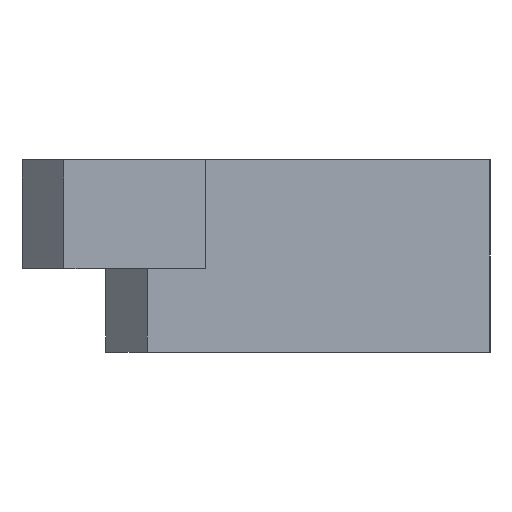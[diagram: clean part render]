
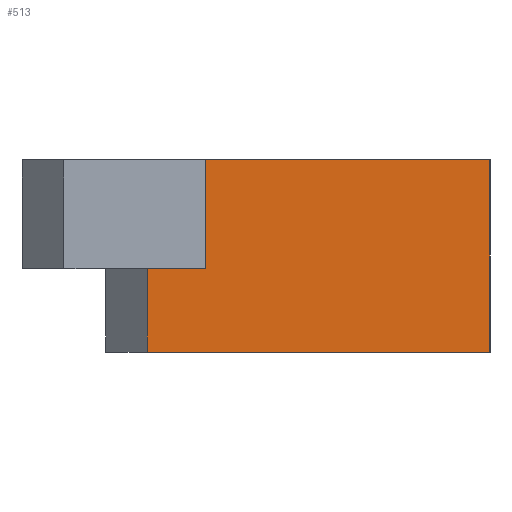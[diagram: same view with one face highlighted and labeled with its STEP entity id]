
A CAD part, left-side view. The second image highlights one B-rep face of the part: STEP entity #513.
In plain terms, the highlighted planar face has unit normal (-1, 0, 0).
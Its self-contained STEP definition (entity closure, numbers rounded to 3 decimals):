
#143 = VERTEX_POINT('',#144);
#144 = CARTESIAN_POINT('',(107.58,-56.28,0.));
#150 = EDGE_CURVE('',#143,#151,#153,.T.);
#151 = VERTEX_POINT('',#152);
#152 = CARTESIAN_POINT('',(107.58,-52.88,0.));
#153 = LINE('',#154,#155);
#154 = CARTESIAN_POINT('',(107.58,-56.28,0.));
#155 = VECTOR('',#156,1.);
#156 = DIRECTION('',(0.,1.,0.));
#361 = VERTEX_POINT('',#362);
#362 = CARTESIAN_POINT('',(107.58,-56.28,-2.3));
#368 = EDGE_CURVE('',#361,#143,#369,.T.);
#369 = LINE('',#370,#371);
#370 = CARTESIAN_POINT('',(107.58,-56.28,-2.3));
#371 = VECTOR('',#372,1.);
#372 = DIRECTION('',(0.,0.,1.));
#469 = EDGE_CURVE('',#151,#470,#472,.T.);
#470 = VERTEX_POINT('',#471);
#471 = CARTESIAN_POINT('',(107.58,-52.88,-1.3));
#472 = LINE('',#473,#474);
#473 = CARTESIAN_POINT('',(107.58,-52.88,0.));
#474 = VECTOR('',#475,1.);
#475 = DIRECTION('',(0.,0.,-1.));
#513 = ADVANCED_FACE('',(#514),#541,.T.);
#514 = FACE_BOUND('',#515,.T.);
#515 = EDGE_LOOP('',(#516,#524,#532,#538,#539,#540));
#516 = ORIENTED_EDGE('',*,*,#517,.T.);
#517 = EDGE_CURVE('',#470,#518,#520,.T.);
#518 = VERTEX_POINT('',#519);
#519 = CARTESIAN_POINT('',(107.58,-52.18,-1.3));
#520 = LINE('',#521,#522);
#521 = CARTESIAN_POINT('',(107.58,-52.88,-1.3));
#522 = VECTOR('',#523,1.);
#523 = DIRECTION('',(0.,1.,0.));
#524 = ORIENTED_EDGE('',*,*,#525,.T.);
#525 = EDGE_CURVE('',#518,#526,#528,.T.);
#526 = VERTEX_POINT('',#527);
#527 = CARTESIAN_POINT('',(107.58,-52.18,-2.3));
#528 = LINE('',#529,#530);
#529 = CARTESIAN_POINT('',(107.58,-52.18,-1.3));
#530 = VECTOR('',#531,1.);
#531 = DIRECTION('',(0.,0.,-1.));
#532 = ORIENTED_EDGE('',*,*,#533,.T.);
#533 = EDGE_CURVE('',#526,#361,#534,.T.);
#534 = LINE('',#535,#536);
#535 = CARTESIAN_POINT('',(107.58,-51.68,-2.3));
#536 = VECTOR('',#537,1.);
#537 = DIRECTION('',(0.,-1.,0.));
#538 = ORIENTED_EDGE('',*,*,#368,.T.);
#539 = ORIENTED_EDGE('',*,*,#150,.T.);
#540 = ORIENTED_EDGE('',*,*,#469,.T.);
#541 = PLANE('',#542);
#542 = AXIS2_PLACEMENT_3D('',#543,#544,#545);
#543 = CARTESIAN_POINT('',(107.58,-54.093,-1.263));
#544 = DIRECTION('',(-1.,0.,0.));
#545 = DIRECTION('',(0.,0.,1.));
